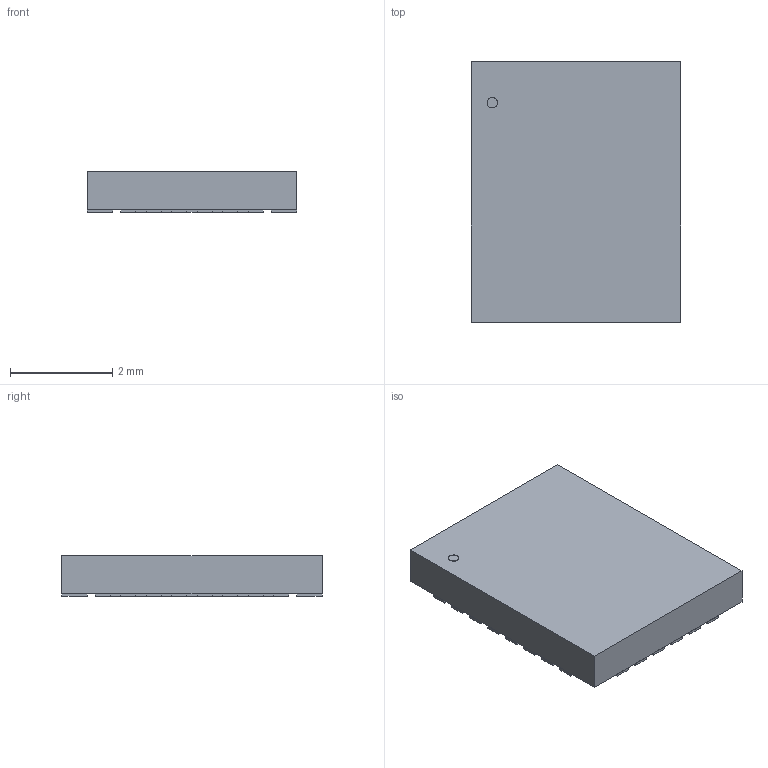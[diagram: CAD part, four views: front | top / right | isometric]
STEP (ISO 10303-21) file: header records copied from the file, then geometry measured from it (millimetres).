
FILE_DESCRIPTION(('STEP AP214'),'1');
FILE_NAME('QFN-28_UFD','2019-10-18T08:50:15',(''),(''),'','','');
FILE_SCHEMA(('AUTOMOTIVE_DESIGN'));
Length unit declared in the file: millimetre
Products named in the file (1): product
Bounding box: 4.1 x 5.1 x 0.8 mm (x, y, z)
Volume: 0 mm3; surface area: 87.6 mm2
Topology: 1 solids, 181 shells, 183 faces, 723 edges, 722 vertices
Faces by surface type: plane 182, cylinder 1
Full cylindrical faces by diameter (mm): 0.205 x1
Entity records: 8212 total; most frequent: CARTESIAN_POINT 1629, VERTEX_POINT 1442, DIRECTION 1094, ORIENTED_EDGE 724, EDGE_CURVE 722, LINE 720, VECTOR 720, AXIS2_PLACEMENT_3D 187
